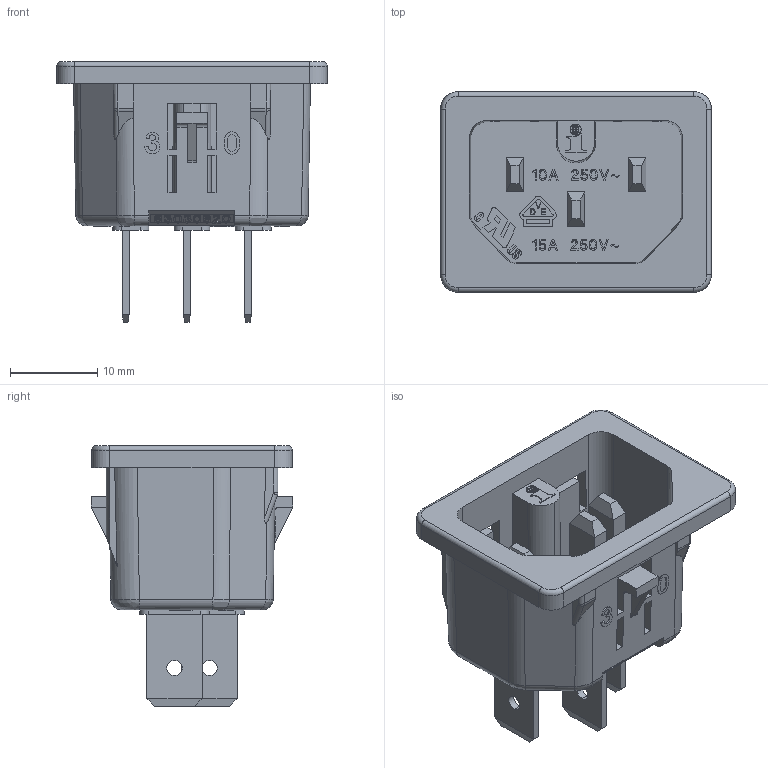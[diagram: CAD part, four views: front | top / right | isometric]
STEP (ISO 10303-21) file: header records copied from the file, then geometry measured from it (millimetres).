
FILE_DESCRIPTION(('Creo Elements/Direct Modeling STEP Export'),'2;1');
FILE_NAME('83030820_R4_C16_Snap-In_3.0mm_QD_10-13-16.stp','2016-10-13T12:43:08',(''),(''),'PTC Creo Elements/Direct Modeling STEP processor for AP214 (Solid Model)','PTC Creo Elements/Direct Modeling 19.0D 23-Nov-2015 (C) Parametric Technology GmbH','');
FILE_SCHEMA(('AUTOMOTIVE_DESIGN { 1 0 10303 214 1 1 1 1 }'));
Length unit declared in the file: millimetre
Products named in the file (6): 55030530_R3_Contact_QD_GND_1-18-16; Contacts_Measured_L-N_QD; Contacts_C14-C16_QD_Assy; C16_Snap-in_BODY_3.0mm_R3_5-11-16; Part-Number-Insert_83030820; 83030820_R4_C16_Snap-in_QD_3.0mm_10-13-16
Assembly tree (6 placements, depth 3):
  83030820_R4_C16_Snap-in_QD_3.0mm_10-13-16
    Part-Number-Insert_83030820
    C16_Snap-in_BODY_3.0mm_R3_5-11-16
    Contacts_C14-C16_QD_Assy
      Contacts_Measured_L-N_QD  x2
      55030530_R3_Contact_QD_GND_1-18-16
Bounding box: 31 x 23.08 x 29.83 mm (x, y, z)
Volume: 3966.2 mm3; surface area: 5647.7 mm2
Topology: 5 solids, 5 shells, 1866 faces, 5283 edges, 3508 vertices
Faces by surface type: plane 1700, cylinder 119, extrusion 29, bspline 12, torus 4, cone 2
Entity records: 61703 total; most frequent: CARTESIAN_POINT 13917, ORIENTED_EDGE 10444, DIRECTION 8831, EDGE_CURVE 5222, VECTOR 4877, LINE 4848, VERTEX_POINT 3470, AXIS2_PLACEMENT_3D 1977
